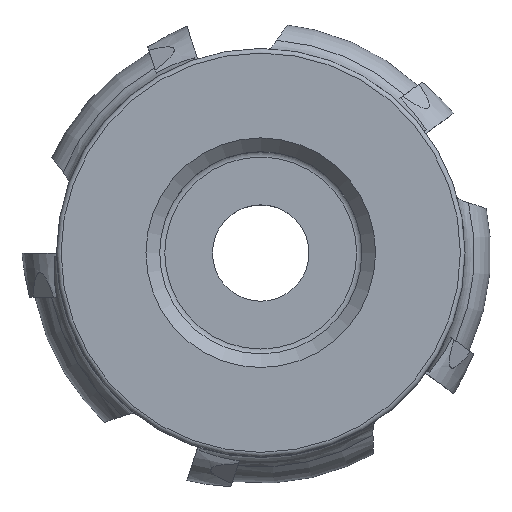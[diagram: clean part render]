
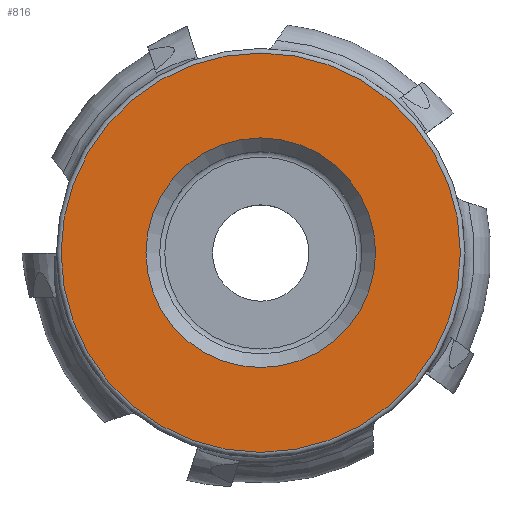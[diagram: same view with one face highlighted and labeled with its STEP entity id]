
A CAD part, top view. The second image highlights one B-rep face of the part: STEP entity #816.
In plain terms, the highlighted conical face has half-angle 89.974 degrees and reference radius 12.501 mm.
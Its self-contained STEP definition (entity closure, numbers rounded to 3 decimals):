
#356=CONICAL_SURFACE('',#5976,12.501,89.974);
#816=ADVANCED_FACE('',(#1242,#1243),#356,.F.);
#1242=FACE_BOUND('',#1427,.T.);
#1243=FACE_BOUND('',#1428,.T.);
#1427=EDGE_LOOP('',(#2736));
#1428=EDGE_LOOP('',(#2737));
#1834=CIRCLE('',#5974,21.74);
#1835=CIRCLE('',#5975,12.501);
#2736=ORIENTED_EDGE('',*,*,#4829,.F.);
#2737=ORIENTED_EDGE('',*,*,#4830,.T.);
#4235=VERTEX_POINT('',#9148);
#4236=VERTEX_POINT('',#9150);
#4829=EDGE_CURVE('',#4235,#4235,#1834,.T.);
#4830=EDGE_CURVE('',#4236,#4236,#1835,.T.);
#5974=AXIS2_PLACEMENT_3D('',#9147,#6772,#6773);
#5975=AXIS2_PLACEMENT_3D('',#9149,#6774,#6775);
#5976=AXIS2_PLACEMENT_3D('',#9151,#6776,#6777);
#6772=DIRECTION('',(0.,0.,-1.));
#6773=DIRECTION('',(-1.,0.,0.));
#6774=DIRECTION('',(0.,0.,-1.));
#6775=DIRECTION('',(-1.,0.,0.));
#6776=DIRECTION('',(0.,0.,1.));
#6777=DIRECTION('',(1.,0.,0.));
#9147=CARTESIAN_POINT('',(0.,0.,0.01));
#9148=CARTESIAN_POINT('',(-21.74,0.,0.01));
#9149=CARTESIAN_POINT('',(0.,0.,0.006));
#9150=CARTESIAN_POINT('',(-12.501,0.,0.006));
#9151=CARTESIAN_POINT('',(0.,0.,0.006));
